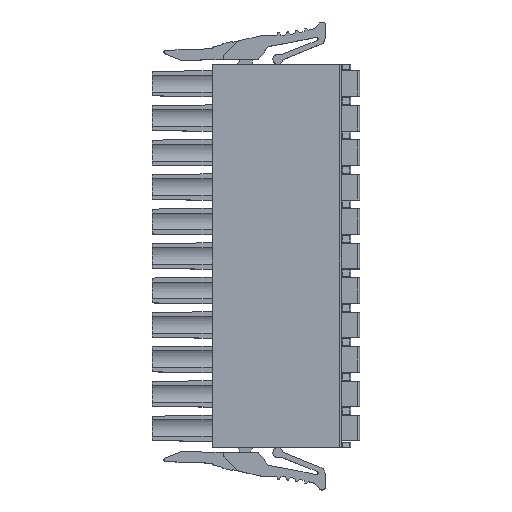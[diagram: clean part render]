
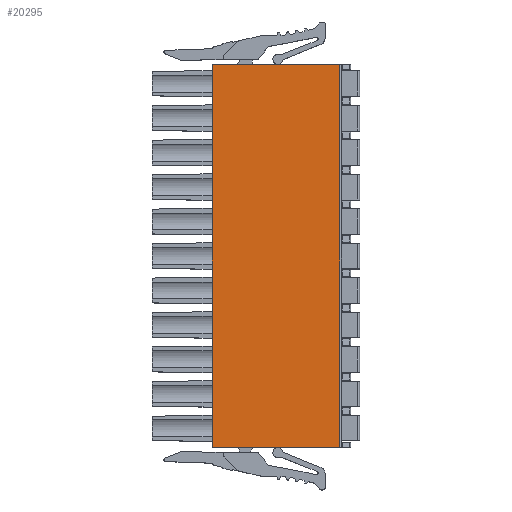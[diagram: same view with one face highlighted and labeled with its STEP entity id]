
A CAD part, top view. The second image highlights one B-rep face of the part: STEP entity #20295.
In plain terms, the highlighted planar face has unit normal (0, 0, 1).
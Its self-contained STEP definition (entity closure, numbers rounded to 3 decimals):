
#4459=DIRECTION('',(0.,1.,0.));
#4460=VECTOR('',#4459,42.3);
#4461=CARTESIAN_POINT('',(7.475,-22.265,3.4));
#4462=LINE('',#4461,#4460);
#4467=DIRECTION('',(0.,1.,0.));
#4468=VECTOR('',#4467,42.3);
#4469=CARTESIAN_POINT('',(-6.625,-22.265,
3.4));
#4470=LINE('',#4469,#4468);
#6293=DIRECTION('',(-1.,0.,0.));
#6294=VECTOR('',#6293,14.1);
#6295=CARTESIAN_POINT('',(7.475,20.035,3.4));
#6296=LINE('',#6295,#6294);
#7554=DIRECTION('',(1.,0.,0.));
#7555=VECTOR('',#7554,14.1);
#7556=CARTESIAN_POINT('',(-6.625,-22.265,
3.4));
#7557=LINE('',#7556,#7555);
#11489=CARTESIAN_POINT('',(-6.625,-22.265,
3.4));
#11490=VERTEX_POINT('',#11489);
#11517=CARTESIAN_POINT('',(7.475,-22.265,
3.4));
#11518=VERTEX_POINT('',#11517);
#13956=CARTESIAN_POINT('',(-6.625,20.035,
3.4));
#13957=VERTEX_POINT('',#13956);
#13958=CARTESIAN_POINT('',(7.475,20.035,3.4));
#13959=VERTEX_POINT('',#13958);
#20281=CARTESIAN_POINT('',(4.299,-14.645,3.4));
#20282=DIRECTION('',(0.,0.,1.));
#20283=DIRECTION('',(-1.,0.,0.));
#20284=AXIS2_PLACEMENT_3D('',#20281,#20282,#20283);
#20285=PLANE('',#20284);
#20287=ORIENTED_EDGE('',*,*,#20286,.T.);
#20289=ORIENTED_EDGE('',*,*,#20288,.F.);
#20290=ORIENTED_EDGE('',*,*,#20271,.F.);
#20292=ORIENTED_EDGE('',*,*,#20291,.F.);
#20293=EDGE_LOOP('',(#20287,#20289,#20290,#20292));
#20294=FACE_OUTER_BOUND('',#20293,.F.);
#20271=EDGE_CURVE('',#11518,#13959,#4462,.T.);
#20286=EDGE_CURVE('',#11490,#13957,#4470,.T.);
#20288=EDGE_CURVE('',#13959,#13957,#6296,.T.);
#20291=EDGE_CURVE('',#11490,#11518,#7557,.T.);
#20295=ADVANCED_FACE('',(#20294),#20285,.T.);
